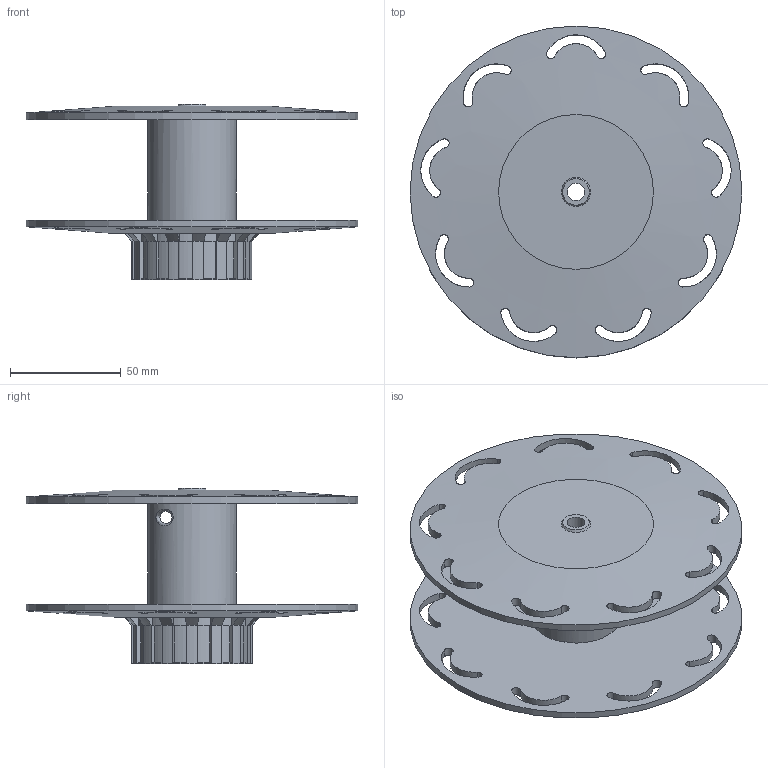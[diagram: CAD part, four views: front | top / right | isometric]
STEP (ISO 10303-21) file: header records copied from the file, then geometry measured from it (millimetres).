
FILE_DESCRIPTION(/* description */ (''),/* implementation_level */ '2;1');
FILE_NAME(/* name */ 'Spool.step',/* time_stamp */ '2017-07-07T12:12:21-07:00',/* author */ (''),/* organization */ (''),/* preprocessor_version */ 'ST-DEVELOPER v16.13',/* originating_system */ 'Autodesk Translation Framework v6.1.1.50',/* authorisation */ '');
FILE_SCHEMA (('AUTOMOTIVE_DESIGN { 1 0 10303 214 3 1 1 }'));
Length unit declared in the file: millimetre
Products named in the file (1): Spool
Bounding box: 150 x 150 x 79.5 mm (x, y, z)
Volume: 221258.5 mm3; surface area: 110733.8 mm2
Topology: 3 solids, 3 shells, 519 faces, 1593 edges, 1071 vertices
Faces by surface type: cylinder 277, plane 220, cone 20, bspline 2
Full cylindrical faces by diameter (mm): 5.5 x1, 8 x3, 10 x1, 40 x1, 150 x2
Entity records: 20157 total; most frequent: CARTESIAN_POINT 5583, ORIENTED_EDGE 3150, DIRECTION 3015, EDGE_CURVE 1575, AXIS2_PLACEMENT_3D 1092, VERTEX_POINT 1066, LINE 831, VECTOR 831
